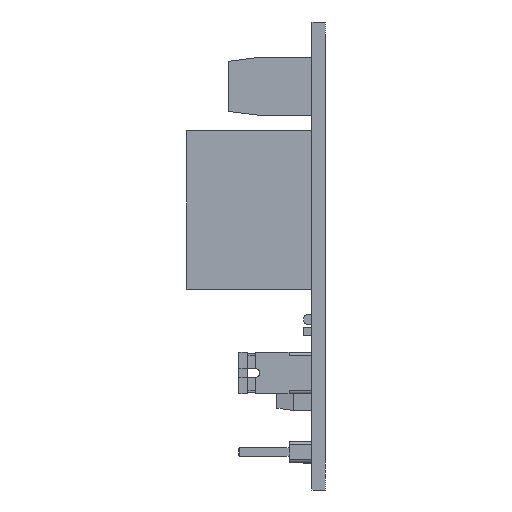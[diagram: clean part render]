
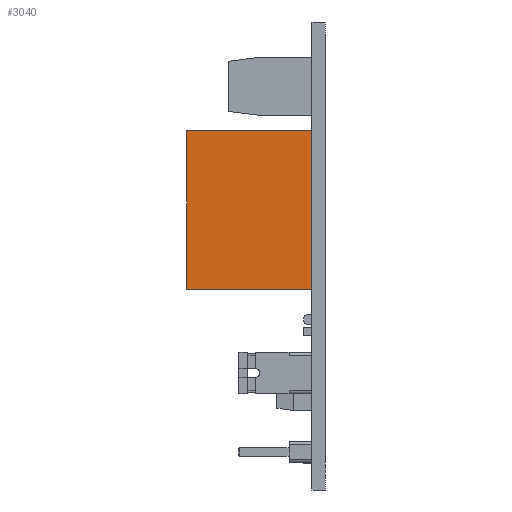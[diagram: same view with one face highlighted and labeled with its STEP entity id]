
A CAD part, left-side view. The second image highlights one B-rep face of the part: STEP entity #3040.
In plain terms, the highlighted planar face has unit normal (-1, 0, 0).
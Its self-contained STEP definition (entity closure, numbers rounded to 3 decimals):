
#304 = CARTESIAN_POINT ( 'NONE',  ( -30.95, 16.6, 15. ) ) ;
#359 = LINE ( 'NONE', #4378, #16838 ) ;
#813 = VERTEX_POINT ( 'NONE', #17114 ) ;
#2605 = LINE ( 'NONE', #304, #12603 ) ;
#2845 = DIRECTION ( 'NONE',  ( 1., 0., 0. ) ) ;
#3040 = ADVANCED_FACE ( 'NONE', ( #4022 ), #4905, .F. ) ;
#3284 = VERTEX_POINT ( 'NONE', #9184 ) ;
#3571 = VERTEX_POINT ( 'NONE', #15281 ) ;
#3583 = DIRECTION ( 'NONE',  ( 0., 0., 1. ) ) ;
#4008 = ORIENTED_EDGE ( 'NONE', *, *, #5676, .T. ) ;
#4022 = FACE_OUTER_BOUND ( 'NONE', #8719, .T. ) ;
#4147 = AXIS2_PLACEMENT_3D ( 'NONE', #13055, #2845, #4167 ) ;
#4167 = DIRECTION ( 'NONE',  ( 0., 0., -1. ) ) ;
#4318 = ORIENTED_EDGE ( 'NONE', *, *, #6450, .F. ) ;
#4378 = CARTESIAN_POINT ( 'NONE',  ( -30.95, 1.6, -4. ) ) ;
#4905 = PLANE ( 'NONE',  #4147 ) ;
#5676 = EDGE_CURVE ( 'NONE', #3284, #813, #359, .T. ) ;
#5993 = EDGE_CURVE ( 'NONE', #3571, #3284, #7643, .T. ) ;
#6450 = EDGE_CURVE ( 'NONE', #3571, #7640, #6520, .T. ) ;
#6520 = LINE ( 'NONE', #16870, #16728 ) ;
#7640 = VERTEX_POINT ( 'NONE', #11537 ) ;
#7643 = LINE ( 'NONE', #15480, #8066 ) ;
#8066 = VECTOR ( 'NONE', #12865, 1000. ) ;
#8269 = DIRECTION ( 'NONE',  ( 0., 0., 1. ) ) ;
#8529 = ORIENTED_EDGE ( 'NONE', *, *, #15382, .F. ) ;
#8719 = EDGE_LOOP ( 'NONE', ( #4008, #8529, #4318, #8838 ) ) ;
#8838 = ORIENTED_EDGE ( 'NONE', *, *, #5993, .T. ) ;
#9184 = CARTESIAN_POINT ( 'NONE',  ( -30.95, 1.6, -4. ) ) ;
#11537 = CARTESIAN_POINT ( 'NONE',  ( -30.95, 16.6, 15. ) ) ;
#12603 = VECTOR ( 'NONE', #13556, 1000. ) ;
#12865 = DIRECTION ( 'NONE',  ( 0., -1., 0. ) ) ;
#13055 = CARTESIAN_POINT ( 'NONE',  ( -30.95, 16.6, -4. ) ) ;
#13556 = DIRECTION ( 'NONE',  ( 0., -1., 0. ) ) ;
#15281 = CARTESIAN_POINT ( 'NONE',  ( -30.95, 16.6, -4. ) ) ;
#15382 = EDGE_CURVE ( 'NONE', #7640, #813, #2605, .T. ) ;
#15480 = CARTESIAN_POINT ( 'NONE',  ( -30.95, 16.6, -4. ) ) ;
#16728 = VECTOR ( 'NONE', #3583, 1000. ) ;
#16838 = VECTOR ( 'NONE', #8269, 1000. ) ;
#16870 = CARTESIAN_POINT ( 'NONE',  ( -30.95, 16.6, -4. ) ) ;
#17114 = CARTESIAN_POINT ( 'NONE',  ( -30.95, 1.6, 15. ) ) ;
